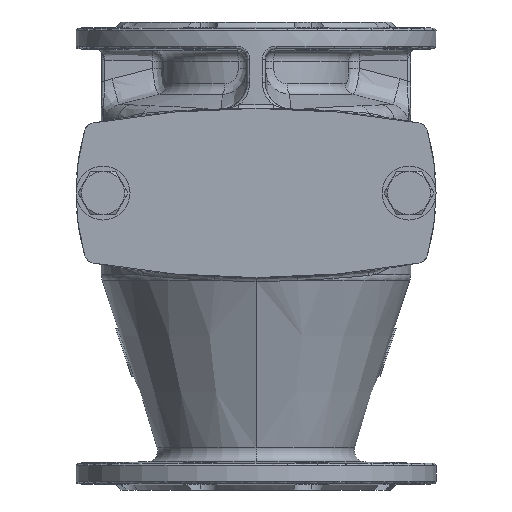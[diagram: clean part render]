
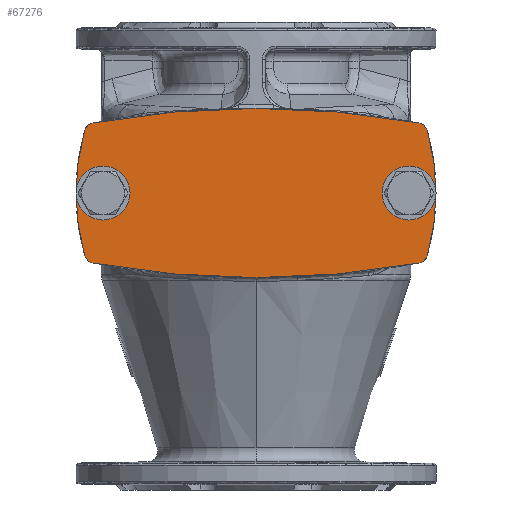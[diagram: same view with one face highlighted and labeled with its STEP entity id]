
A CAD part, left-side view. The second image highlights one B-rep face of the part: STEP entity #67276.
In plain terms, the highlighted face is planar.
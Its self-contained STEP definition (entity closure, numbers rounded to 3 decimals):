
#63340=CARTESIAN_POINT('',(85.,0.,0.));
#63341=DIRECTION('',(0.,0.,1.));
#63342=DIRECTION('',(-1.,0.,0.));
#63343=AXIS2_PLACEMENT_3D('',#63340,#63341,#63342);
#63345=CARTESIAN_POINT('',(85.,0.,0.));
#63346=DIRECTION('',(0.,0.,1.));
#63347=DIRECTION('',(1.,0.,0.));
#63348=AXIS2_PLACEMENT_3D('',#63345,#63346,#63347);
#63350=CARTESIAN_POINT('',(-85.,0.,0.));
#63351=DIRECTION('',(0.,0.,1.));
#63352=DIRECTION('',(-1.,0.,0.));
#63353=AXIS2_PLACEMENT_3D('',#63350,#63351,#63352);
#63355=CARTESIAN_POINT('',(-85.,0.,0.));
#63356=DIRECTION('',(0.,0.,1.));
#63357=DIRECTION('',(1.,0.,0.));
#63358=AXIS2_PLACEMENT_3D('',#63355,#63356,#63357);
#63360=CARTESIAN_POINT('',(-89.402,33.039,0.));
#63361=DIRECTION('',(0.,0.,-1.));
#63362=DIRECTION('',(-0.962,0.273,0.));
#63363=AXIS2_PLACEMENT_3D('',#63360,#63361,#63362);
#63365=CARTESIAN_POINT('',(27.,0.,0.));
#63366=DIRECTION('',(0.,0.,1.));
#63367=DIRECTION('',(-0.962,0.273,0.));
#63368=AXIS2_PLACEMENT_3D('',#63365,#63366,#63367);
#63370=CARTESIAN_POINT('',(-89.402,-33.039,0.));
#63371=DIRECTION('',(0.,0.,-1.));
#63372=DIRECTION('',(-0.177,-0.984,0.));
#63373=AXIS2_PLACEMENT_3D('',#63370,#63371,#63372);
#63375=CARTESIAN_POINT('',(0.,465.,0.));
#63376=DIRECTION('',(0.,0.,1.));
#63377=DIRECTION('',(-0.177,-0.984,0.));
#63378=AXIS2_PLACEMENT_3D('',#63375,#63376,#63377);
#63380=CARTESIAN_POINT('',(89.402,-33.039,0.));
#63381=DIRECTION('',(0.,0.,-1.));
#63382=DIRECTION('',(0.962,-0.273,0.));
#63383=AXIS2_PLACEMENT_3D('',#63380,#63381,#63382);
#63385=CARTESIAN_POINT('',(-27.,0.,0.));
#63386=DIRECTION('',(0.,0.,1.));
#63387=DIRECTION('',(0.962,-0.273,0.));
#63388=AXIS2_PLACEMENT_3D('',#63385,#63386,#63387);
#63390=CARTESIAN_POINT('',(89.402,33.039,0.));
#63391=DIRECTION('',(0.,0.,-1.));
#63392=DIRECTION('',(0.177,0.984,0.));
#63393=AXIS2_PLACEMENT_3D('',#63390,#63391,#63392);
#63395=CARTESIAN_POINT('',(0.,-465.,0.));
#63396=DIRECTION('',(0.,0.,1.));
#63397=DIRECTION('',(0.177,0.984,0.));
#63398=AXIS2_PLACEMENT_3D('',#63395,#63396,#63397);
#66845=CARTESIAN_POINT('',(75.5,0.,0.));
#66846=CARTESIAN_POINT('',(94.5,0.,0.));
#66847=VERTEX_POINT('',#66845);
#66848=VERTEX_POINT('',#66846);
#66849=CARTESIAN_POINT('',(-94.5,0.,0.));
#66850=CARTESIAN_POINT('',(-75.5,0.,0.));
#66851=VERTEX_POINT('',#66849);
#66852=VERTEX_POINT('',#66850);
#66853=CARTESIAN_POINT('',(-95.174,34.678,0.));
#66854=CARTESIAN_POINT('',(-90.462,38.945,0.));
#66855=VERTEX_POINT('',#66853);
#66856=VERTEX_POINT('',#66854);
#66857=CARTESIAN_POINT('',(-90.462,-38.945,0.));
#66858=CARTESIAN_POINT('',(-95.174,-34.678,0.));
#66859=VERTEX_POINT('',#66857);
#66860=VERTEX_POINT('',#66858);
#66861=CARTESIAN_POINT('',(90.462,38.945,0.));
#66862=CARTESIAN_POINT('',(95.174,34.678,0.));
#66863=VERTEX_POINT('',#66861);
#66864=VERTEX_POINT('',#66862);
#66865=CARTESIAN_POINT('',(95.174,-34.678,0.));
#66866=CARTESIAN_POINT('',(90.462,-38.945,0.));
#66867=VERTEX_POINT('',#66865);
#66868=VERTEX_POINT('',#66866);
#67241=CARTESIAN_POINT('',(0.,0.,0.));
#67242=DIRECTION('',(0.,0.,1.));
#67243=DIRECTION('',(1.,0.,0.));
#67244=AXIS2_PLACEMENT_3D('',#67241,#67242,#67243);
#67245=PLANE('',#67244);
#67247=ORIENTED_EDGE('',*,*,#67246,.F.);
#67249=ORIENTED_EDGE('',*,*,#67248,.T.);
#67251=ORIENTED_EDGE('',*,*,#67250,.F.);
#67253=ORIENTED_EDGE('',*,*,#67252,.T.);
#67255=ORIENTED_EDGE('',*,*,#67254,.F.);
#67257=ORIENTED_EDGE('',*,*,#67256,.T.);
#67259=ORIENTED_EDGE('',*,*,#67258,.F.);
#67261=ORIENTED_EDGE('',*,*,#67260,.T.);
#67262=EDGE_LOOP('',(#67247,#67249,#67251,#67253,#67255,#67257,#67259,#67261));
#67263=FACE_OUTER_BOUND('',#67262,.F.);
#67265=ORIENTED_EDGE('',*,*,#67264,.F.);
#67267=ORIENTED_EDGE('',*,*,#67266,.F.);
#67268=EDGE_LOOP('',(#67265,#67267));
#67269=FACE_BOUND('',#67268,.F.);
#67271=ORIENTED_EDGE('',*,*,#67270,.F.);
#67273=ORIENTED_EDGE('',*,*,#67272,.F.);
#67274=EDGE_LOOP('',(#67271,#67273));
#67275=FACE_BOUND('',#67274,.F.);
#63344=CIRCLE('',#63343,9.5);
#63349=CIRCLE('',#63348,9.5);
#63354=CIRCLE('',#63353,9.5);
#63359=CIRCLE('',#63358,9.5);
#63364=CIRCLE('',#63363,6.);
#63369=CIRCLE('',#63368,127.);
#63374=CIRCLE('',#63373,6.);
#63379=CIRCLE('',#63378,512.);
#63384=CIRCLE('',#63383,6.);
#63389=CIRCLE('',#63388,127.);
#63394=CIRCLE('',#63393,6.);
#63399=CIRCLE('',#63398,512.);
#67246=EDGE_CURVE('',#66855,#66856,#63364,.T.);
#67248=EDGE_CURVE('',#66855,#66860,#63369,.T.);
#67250=EDGE_CURVE('',#66859,#66860,#63374,.T.);
#67252=EDGE_CURVE('',#66859,#66868,#63379,.T.);
#67254=EDGE_CURVE('',#66867,#66868,#63384,.T.);
#67256=EDGE_CURVE('',#66867,#66864,#63389,.T.);
#67258=EDGE_CURVE('',#66863,#66864,#63394,.T.);
#67260=EDGE_CURVE('',#66863,#66856,#63399,.T.);
#67264=EDGE_CURVE('',#66851,#66852,#63354,.T.);
#67266=EDGE_CURVE('',#66852,#66851,#63359,.T.);
#67270=EDGE_CURVE('',#66847,#66848,#63344,.T.);
#67272=EDGE_CURVE('',#66848,#66847,#63349,.T.);
#67276=ADVANCED_FACE('',(#67263,#67269,#67275),#67245,.F.);
